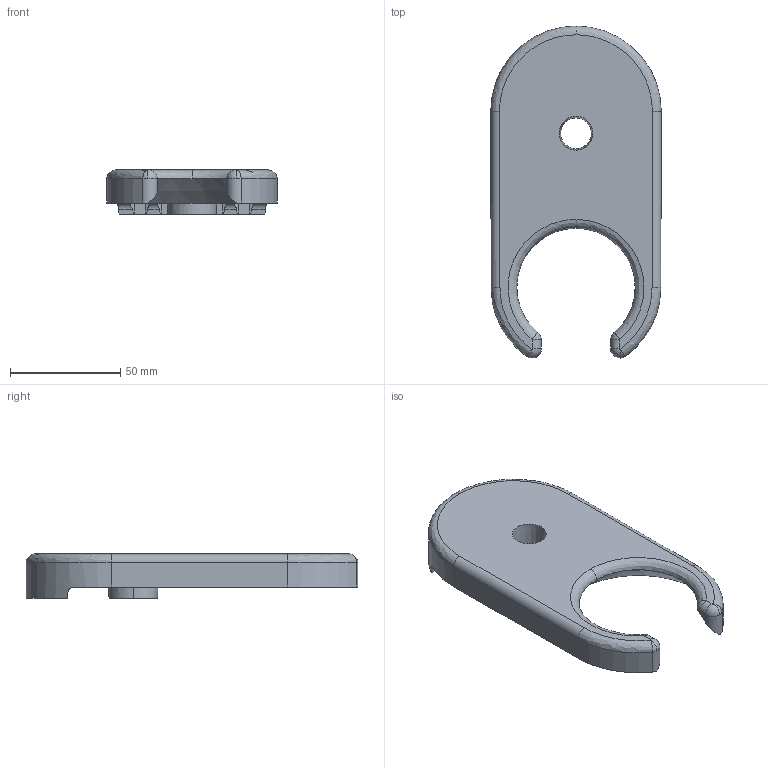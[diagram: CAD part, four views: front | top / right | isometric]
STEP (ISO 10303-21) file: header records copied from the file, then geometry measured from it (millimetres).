
FILE_DESCRIPTION (( 'STEP AP203' ), '1' );
FILE_NAME ('203600701_c_1.STEP', '2022-09-30T01:48:55', ( '' ), ( '' ), 'SwSTEP 2.0', 'SolidWorks 2014', '' );
FILE_SCHEMA (( 'CONFIG_CONTROL_DESIGN' ));
Length unit declared in the file: millimetre
Products named in the file (1): 203600701_c_1
Bounding box: 77.4 x 150.71 x 20 mm (x, y, z)
Volume: 72907 mm3; surface area: 33567 mm2
Topology: 1 solids, 1 shells, 146 faces, 400 edges, 260 vertices
Faces by surface type: cylinder 62, plane 57, bspline 14, cone 7, torus 6
Entity records: 5582 total; most frequent: CARTESIAN_POINT 1864, ORIENTED_EDGE 800, DIRECTION 741, EDGE_CURVE 400, AXIS2_PLACEMENT_3D 277, VERTEX_POINT 260, VECTOR 187, LINE 187
